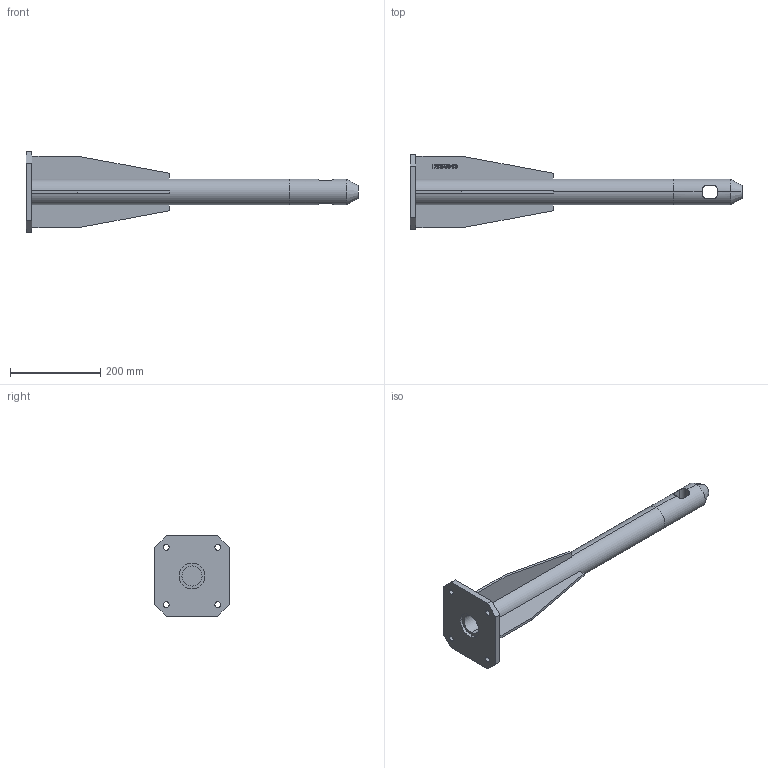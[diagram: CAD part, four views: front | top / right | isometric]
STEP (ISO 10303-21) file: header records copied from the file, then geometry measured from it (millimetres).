
FILE_DESCRIPTION((''),'2;1');
FILE_NAME('D1259943_ASM','2018-08-16T',('il2584'),(''),'CREO PARAMETRIC BY PTC INC, 2017300','CREO PARAMETRIC BY PTC INC, 2017300','');
FILE_SCHEMA(('CONFIG_CONTROL_DESIGN'));
Length unit declared in the file: millimetre
Products named in the file (6): D1259943-A; D1259943-C; D1259943-B; D1259943-B_AF0; D1259943-D_AF1; D1259943_ASM
Assembly tree (7 placements, depth 2):
  D1259943_ASM
    D1259943-A
    D1259943-C
    D1259943-B  x3
    D1259943-B_AF0
    D1259943-D_AF1
Bounding box: 737 x 165 x 178 mm (x, y, z)
Volume: 1526808.8 mm3; surface area: 394956.5 mm2
Topology: 7 solids, 7 shells, 375 faces, 1048 edges, 698 vertices
Faces by surface type: plane 351, cylinder 22, cone 2
Entity records: 11709 total; most frequent: CARTESIAN_POINT 2140, ORIENTED_EDGE 2036, DIRECTION 1804, EDGE_CURVE 1018, VECTOR 964, LINE 964, VERTEX_POINT 678, AXIS2_PLACEMENT_3D 420
